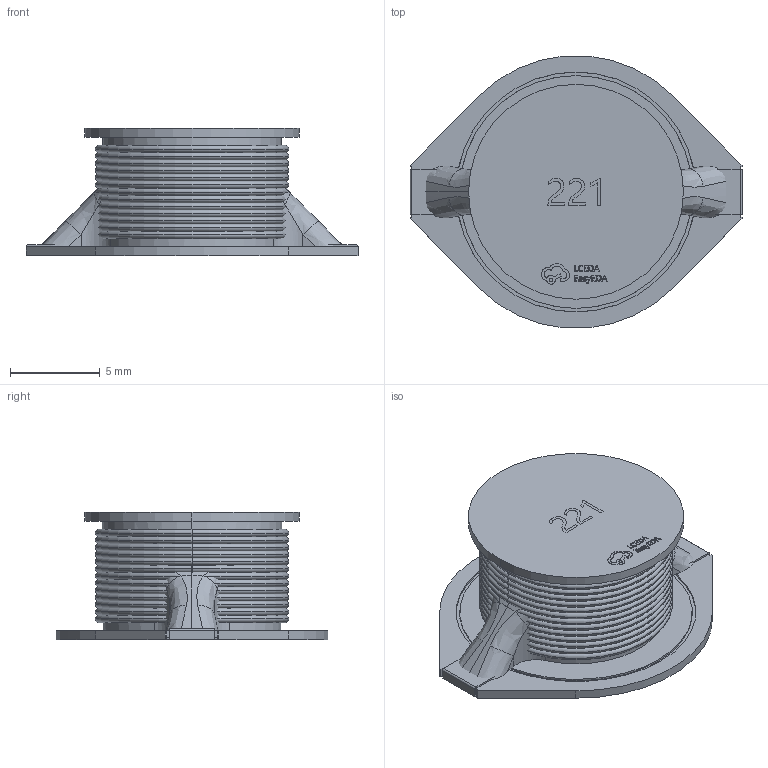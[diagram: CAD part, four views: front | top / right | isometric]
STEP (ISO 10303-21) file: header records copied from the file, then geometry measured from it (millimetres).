
FILE_DESCRIPTION (( 'STEP AP214' ), '1' );
FILE_NAME ('IND-SMD_L18.5-W15.2-H7.1_ASPI-1306T.step', '2022-07-08T23:46:20', ( '' ), ( '' ), 'SwSTEP 2.0', 'SolidWorks 2020', '' );
FILE_SCHEMA (( 'AUTOMOTIVE_DESIGN' ));
Length unit declared in the file: millimetre
Products named in the file (1): IND-SMD_L18.5-W15.2-H7.1_ASPI-1306T
Bounding box: 18.54 x 15.18 x 7.12 mm (x, y, z)
Volume: 870 mm3; surface area: 2793 mm2
Topology: 52 solids, 52 shells, 603 faces, 1492 edges, 919 vertices
Faces by surface type: plane 240, torus 200, bspline 142, cylinder 18, cone 3
Entity records: 25313 total; most frequent: CARTESIAN_POINT 6569, ORIENTED_EDGE 2976, DIRECTION 2573, EDGE_CURVE 1488, VERTEX_POINT 919, AXIS2_PLACEMENT_3D 915, VECTOR 743, LINE 743
